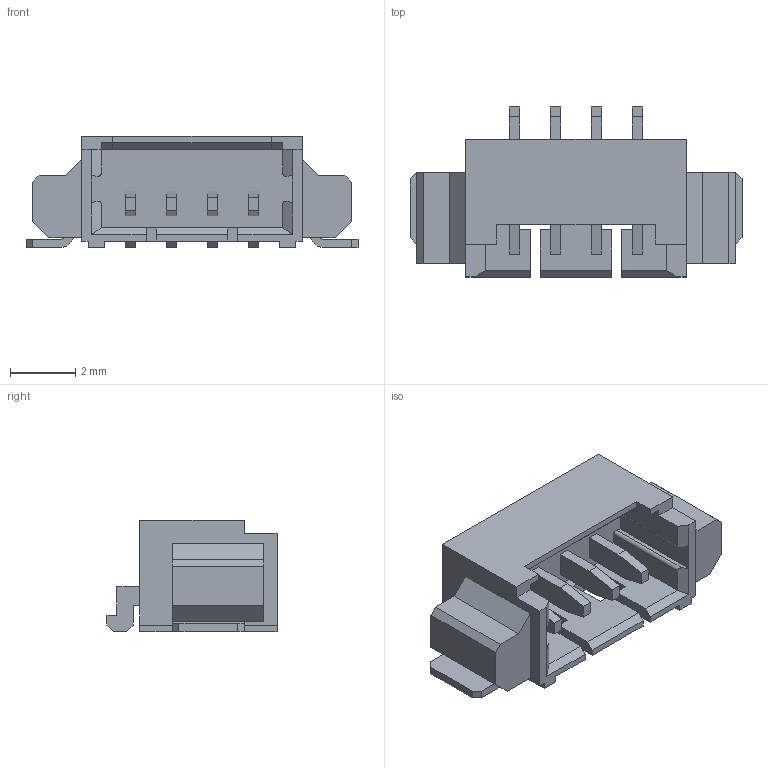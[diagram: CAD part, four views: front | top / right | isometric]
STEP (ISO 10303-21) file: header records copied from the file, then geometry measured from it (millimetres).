
FILE_DESCRIPTION(/* description */ (''),/* implementation_level */ '2;1');
FILE_NAME(/* name */ '532617004wbm000_01_214.stp',/* time_stamp */ '2022-03-30T18:30:01+05:00',/* author */ (''),/* organization */ (''),/* preprocessor_version */ 'ST-DEVELOPER v16.7',/* originating_system */ 'SIEMENS PLM Software NX 1919',/* authorisation */ '');
FILE_SCHEMA (('AUTOMOTIVE_DESIGN { 1 0 10303 214 3 1 1 1 }'));
Length unit declared in the file: millimetre
Products named in the file (1): 532617004wbm000_01
Bounding box: 10.15 x 5.2 x 3.4 mm (x, y, z)
Volume: 65.4 mm3; surface area: 225.8 mm2
Topology: 1 solids, 1 shells, 176 faces, 486 edges, 322 vertices
Faces by surface type: plane 168, cylinder 8
Entity records: 5522 total; most frequent: CARTESIAN_POINT 985, ORIENTED_EDGE 972, DIRECTION 856, EDGE_CURVE 486, LINE 470, VECTOR 470, VERTEX_POINT 322, AXIS2_PLACEMENT_3D 193
